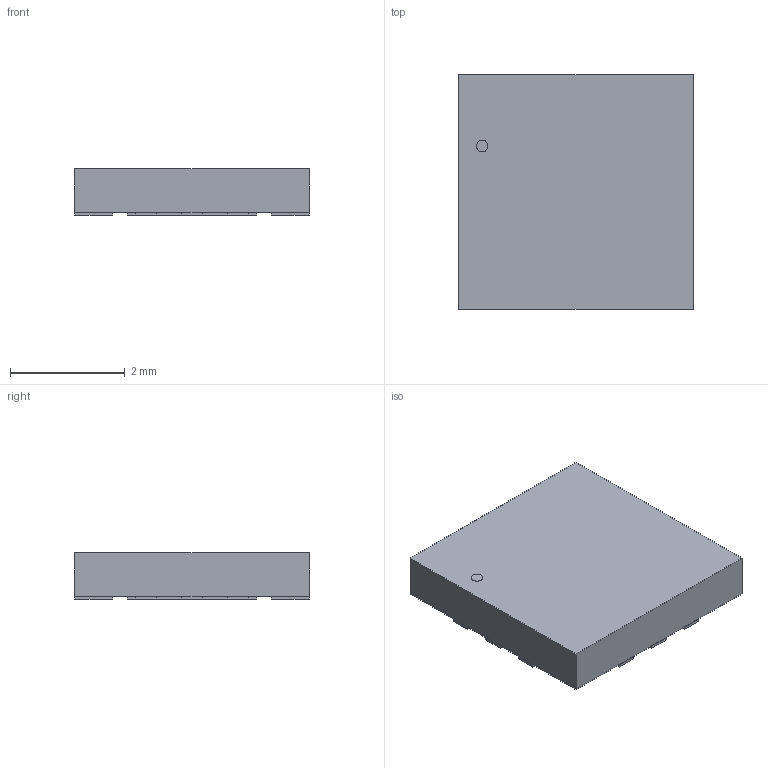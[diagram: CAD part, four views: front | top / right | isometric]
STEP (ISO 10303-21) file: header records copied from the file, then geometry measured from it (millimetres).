
FILE_DESCRIPTION(('STEP AP214'),'1');
FILE_NAME('21-0139_T12444_MXM','2024-04-19T07:48:10',(''),(''),'','','');
FILE_SCHEMA(('AUTOMOTIVE_DESIGN'));
Length unit declared in the file: millimetre
Products named in the file (1): product
Bounding box: 4.09 x 4.09 x 0.81 mm (x, y, z)
Volume: 13.2 mm3; surface area: 63.6 mm2
Topology: 15 solids, 15 shells, 87 faces, 171 edges, 114 vertices
Faces by surface type: plane 86, cylinder 1
Full cylindrical faces by diameter (mm): 0.204 x1
Entity records: 2245 total; most frequent: DIRECTION 350, ORIENTED_EDGE 340, CARTESIAN_POINT 205, EDGE_CURVE 170, LINE 168, VECTOR 168, VERTEX_POINT 114, AXIS2_PLACEMENT_3D 91
